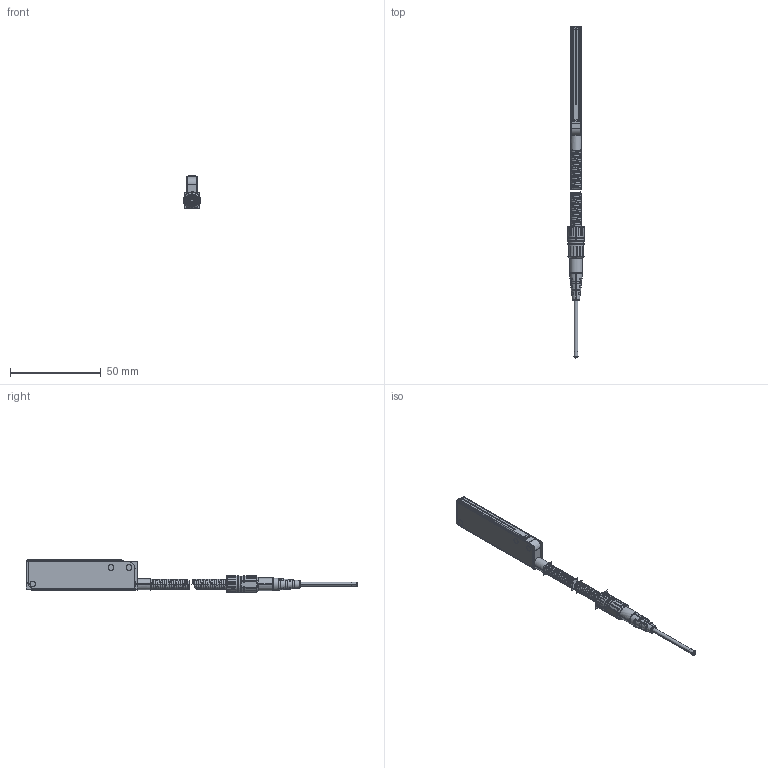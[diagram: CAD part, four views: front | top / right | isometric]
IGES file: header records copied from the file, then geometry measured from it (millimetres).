
Start section:  PTC IGES file: 199251.igs
Global section: file name: 199251.igs; native system: Creo Parametric by PTC Inc.; preprocessor: 2016260; author: pdmadmin; organization: Unknown; date: 20170330.074856; units: millimetre
Bounding box: 9.2 x 182.6 x 18.5 mm (x, y, z)
Volume: 8592 mm3; surface area: 22703.4 mm2
Topology: 2 solids, 2 shells, 738 faces, 3756 edges, 4724 vertices
Faces by surface type: bspline 372, revolution 358, extrusion 8
